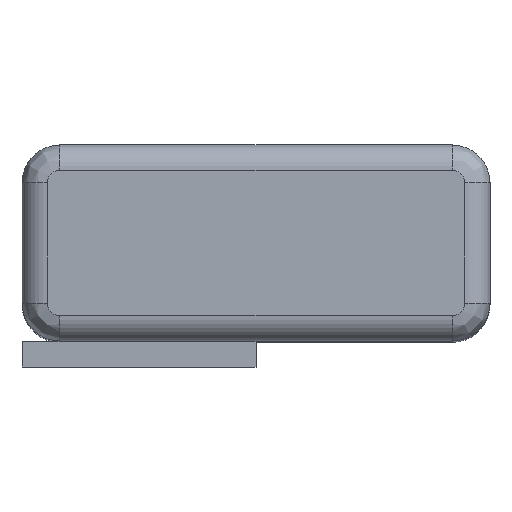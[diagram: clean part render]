
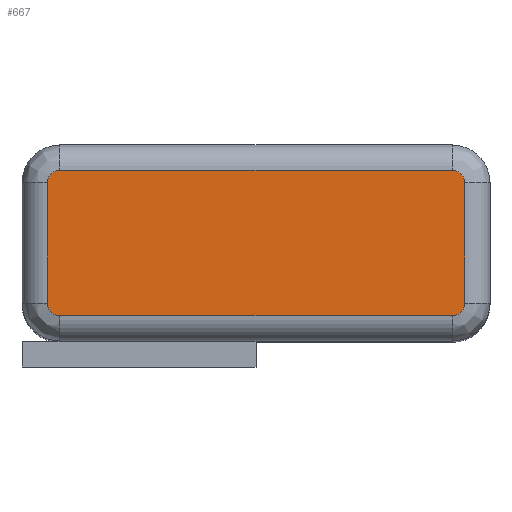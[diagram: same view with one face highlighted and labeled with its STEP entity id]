
A CAD part, top view. The second image highlights one B-rep face of the part: STEP entity #667.
In plain terms, the highlighted planar face has unit normal (0, 0, 1).
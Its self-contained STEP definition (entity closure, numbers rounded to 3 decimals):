
#130=CARTESIAN_POINT('',(15.5,12.5,31.5));
#131=DIRECTION('',(0.,0.,-1.));
#132=DIRECTION('',(0.,1.,0.));
#133=AXIS2_PLACEMENT_3D('',#130,#131,#132);
#135=DIRECTION('',(0.,-1.,0.));
#136=VECTOR('',#135,9.5);
#137=CARTESIAN_POINT('',(16.5,12.5,31.5));
#138=LINE('',#137,#136);
#139=CARTESIAN_POINT('',(15.5,3.,31.5));
#140=DIRECTION('',(0.,0.,-1.));
#141=DIRECTION('',(1.,0.,0.));
#142=AXIS2_PLACEMENT_3D('',#139,#140,#141);
#144=DIRECTION('',(-1.,0.,0.));
#145=VECTOR('',#144,31.);
#146=CARTESIAN_POINT('',(15.5,2.,31.5));
#147=LINE('',#146,#145);
#148=CARTESIAN_POINT('',(-15.5,3.,31.5));
#149=DIRECTION('',(0.,0.,-1.));
#150=DIRECTION('',(0.,-1.,0.));
#151=AXIS2_PLACEMENT_3D('',#148,#149,#150);
#153=DIRECTION('',(0.,1.,0.));
#154=VECTOR('',#153,9.5);
#155=CARTESIAN_POINT('',(-16.5,3.,31.5));
#156=LINE('',#155,#154);
#157=CARTESIAN_POINT('',(-15.5,12.5,31.5));
#158=DIRECTION('',(0.,0.,-1.));
#159=DIRECTION('',(-1.,0.,0.));
#160=AXIS2_PLACEMENT_3D('',#157,#158,#159);
#162=DIRECTION('',(1.,0.,0.));
#163=VECTOR('',#162,31.);
#164=CARTESIAN_POINT('',(-15.5,13.5,31.5));
#165=LINE('',#164,#163);
#366=CARTESIAN_POINT('',(15.5,13.5,31.5));
#367=CARTESIAN_POINT('',(16.5,12.5,31.5));
#368=VERTEX_POINT('',#366);
#369=VERTEX_POINT('',#367);
#372=CARTESIAN_POINT('',(16.5,3.,31.5));
#373=VERTEX_POINT('',#372);
#376=CARTESIAN_POINT('',(15.5,2.,31.5));
#377=VERTEX_POINT('',#376);
#380=CARTESIAN_POINT('',(-15.5,2.,31.5));
#381=VERTEX_POINT('',#380);
#384=CARTESIAN_POINT('',(-16.5,3.,31.5));
#385=VERTEX_POINT('',#384);
#388=CARTESIAN_POINT('',(-16.5,12.5,31.5));
#389=VERTEX_POINT('',#388);
#392=CARTESIAN_POINT('',(-15.5,13.5,31.5));
#393=VERTEX_POINT('',#392);
#647=CARTESIAN_POINT('',(-18.5,0.,31.5));
#648=DIRECTION('',(0.,0.,1.));
#649=DIRECTION('',(1.,0.,0.));
#650=AXIS2_PLACEMENT_3D('',#647,#648,#649);
#651=PLANE('',#650);
#653=ORIENTED_EDGE('',*,*,#652,.T.);
#655=ORIENTED_EDGE('',*,*,#654,.T.);
#657=ORIENTED_EDGE('',*,*,#656,.T.);
#659=ORIENTED_EDGE('',*,*,#658,.T.);
#661=ORIENTED_EDGE('',*,*,#660,.T.);
#662=ORIENTED_EDGE('',*,*,#640,.T.);
#663=ORIENTED_EDGE('',*,*,#521,.T.);
#664=ORIENTED_EDGE('',*,*,#537,.T.);
#665=EDGE_LOOP('',(#653,#655,#657,#659,#661,#662,#663,#664));
#666=FACE_OUTER_BOUND('',#665,.F.);
#667=ADVANCED_FACE('',(#666),#651,.T.);
#134=CIRCLE('',#133,1.);
#143=CIRCLE('',#142,1.);
#152=CIRCLE('',#151,1.);
#161=CIRCLE('',#160,1.);
#521=EDGE_CURVE('',#389,#393,#161,.T.);
#537=EDGE_CURVE('',#393,#368,#165,.T.);
#640=EDGE_CURVE('',#385,#389,#156,.T.);
#652=EDGE_CURVE('',#368,#369,#134,.T.);
#654=EDGE_CURVE('',#369,#373,#138,.T.);
#656=EDGE_CURVE('',#373,#377,#143,.T.);
#658=EDGE_CURVE('',#377,#381,#147,.T.);
#660=EDGE_CURVE('',#381,#385,#152,.T.);
